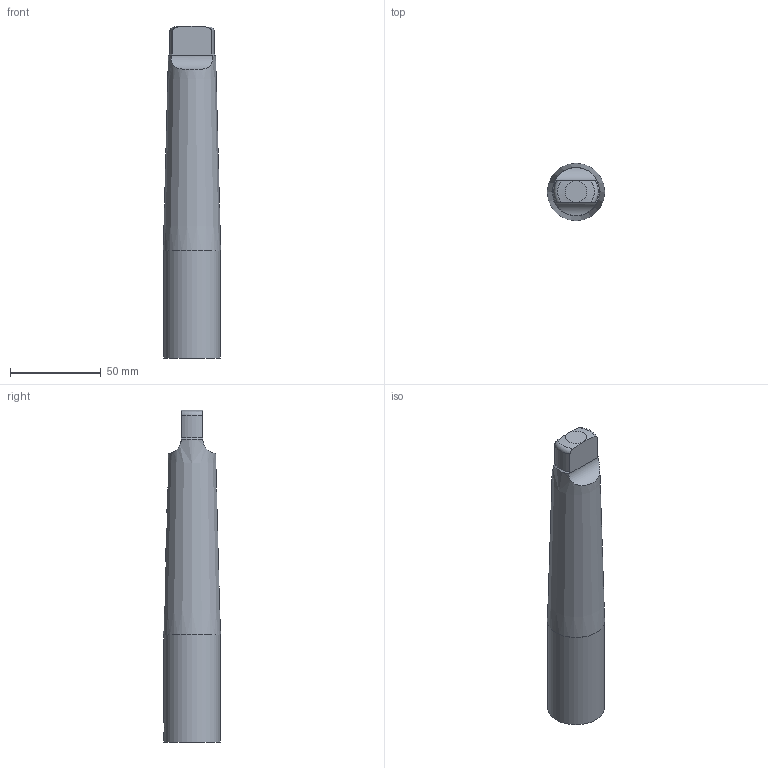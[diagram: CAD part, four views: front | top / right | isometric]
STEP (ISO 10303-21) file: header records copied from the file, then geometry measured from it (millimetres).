
FILE_DESCRIPTION((''),'1');
FILE_NAME('MT4-CKB3-66.stp','2024-09-03T06:43:47',(''),(''),'Spatial Interop R21 SP3','Kubotek KeyCreator 2011 V10.0.2 (22737)',' ');
FILE_SCHEMA(('automotive_design'));
Length unit declared in the file: millimetre
Products named in the file (1): 240[2]
Bounding box: 31.6 x 31.6 x 183 mm (x, y, z)
Volume: 112547 mm3; surface area: 18921.3 mm2
Topology: 1 solids, 1 shells, 21 faces, 49 edges, 32 vertices
Faces by surface type: cylinder 7, plane 7, cone 5, torus 2
Full cylindrical faces by diameter (mm): 6.2 x1, 18 x1, 31 x1
Entity records: 1332 total; most frequent: CARTESIAN_POINT 416, PRESENTATION_STYLE_ASSIGNMENT 86, DIRECTION 86, COLOUR_RGB 86, ORIENTED_EDGE 84, STYLED_ITEM 64, CURVE_STYLE 64, DRAUGHTING_PRE_DEFINED_CURVE_FONT 64
